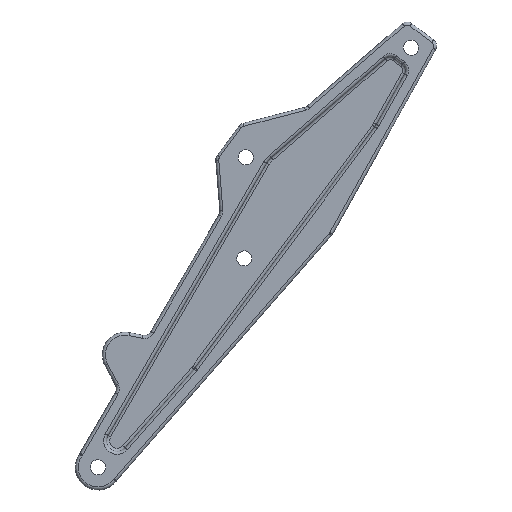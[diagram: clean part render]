
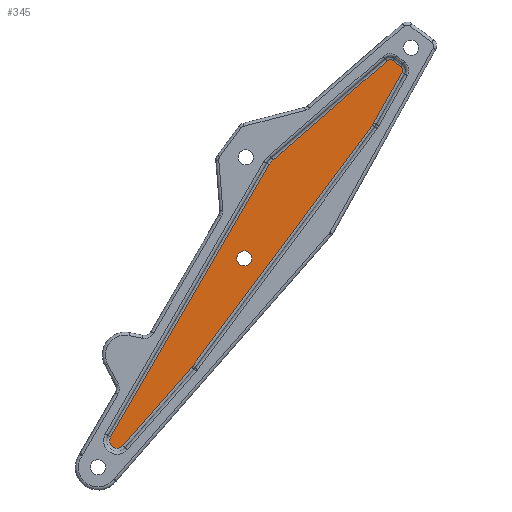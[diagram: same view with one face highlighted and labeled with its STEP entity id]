
A CAD part, front view. The second image highlights one B-rep face of the part: STEP entity #345.
In plain terms, the highlighted planar face has unit normal (0, -1, 0).
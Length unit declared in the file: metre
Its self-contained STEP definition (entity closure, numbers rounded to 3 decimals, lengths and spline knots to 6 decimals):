
#345 = ADVANCED_FACE( '', ( #859, #860 ), #861, .F. );
#859 = FACE_BOUND( '', #1774, .T. );
#860 = FACE_OUTER_BOUND( '', #1775, .T. );
#861 = PLANE( '', #1776 );
#1774 = EDGE_LOOP( '', ( #4171 ) );
#1775 = EDGE_LOOP( '', ( #4172, #4173, #4174, #4175, #4176, #4177, #4178, #4179, #4180, #4181, #4182, #4183 ) );
#1776 = AXIS2_PLACEMENT_3D( '', #4184, #4185, #4186 );
#4171 = ORIENTED_EDGE( '', *, *, #5872, .F. );
#4172 = ORIENTED_EDGE( '', *, *, #5746, .T. );
#4173 = ORIENTED_EDGE( '', *, *, #5897, .T. );
#4174 = ORIENTED_EDGE( '', *, *, #5898, .T. );
#4175 = ORIENTED_EDGE( '', *, *, #5729, .T. );
#4176 = ORIENTED_EDGE( '', *, *, #5899, .T. );
#4177 = ORIENTED_EDGE( '', *, *, #5739, .T. );
#4178 = ORIENTED_EDGE( '', *, *, #5900, .T. );
#4179 = ORIENTED_EDGE( '', *, *, #5865, .T. );
#4180 = ORIENTED_EDGE( '', *, *, #5901, .T. );
#4181 = ORIENTED_EDGE( '', *, *, #5776, .T. );
#4182 = ORIENTED_EDGE( '', *, *, #5902, .T. );
#4183 = ORIENTED_EDGE( '', *, *, #5845, .T. );
#4184 = CARTESIAN_POINT( '', ( 0.773019, -0.1683, 0.233508 ) );
#4185 = DIRECTION( '', ( 0., 1., 0. ) );
#4186 = DIRECTION( '', ( -0.598, 0., -0.802 ) );
#5729 = EDGE_CURVE( '', #6508, #6506, #6509, .F. );
#5739 = EDGE_CURVE( '', #6525, #6523, #6526, .F. );
#5746 = EDGE_CURVE( '', #6531, #6536, #6538, .T. );
#5776 = EDGE_CURVE( '', #6584, #6589, #6591, .F. );
#5845 = EDGE_CURVE( '', #6699, #6531, #6703, .F. );
#5865 = EDGE_CURVE( '', #6729, #6733, #6735, .F. );
#5872 = EDGE_CURVE( '', #6745, #6745, #6746, .T. );
#5897 = EDGE_CURVE( '', #6536, #6788, #6789, .F. );
#5898 = EDGE_CURVE( '', #6788, #6508, #6790, .T. );
#5899 = EDGE_CURVE( '', #6506, #6525, #6791, .T. );
#5900 = EDGE_CURVE( '', #6523, #6729, #6792, .F. );
#5901 = EDGE_CURVE( '', #6733, #6584, #6793, .T. );
#5902 = EDGE_CURVE( '', #6589, #6699, #6794, .F. );
#6506 = VERTEX_POINT( '', #7581 );
#6508 = VERTEX_POINT( '', #7583 );
#6509 = CIRCLE( '', #7584, 0.10296 );
#6523 = VERTEX_POINT( '', #7598 );
#6525 = VERTEX_POINT( '', #7600 );
#6526 = CIRCLE( '', #7601, 0.02376 );
#6531 = VERTEX_POINT( '', #7606 );
#6536 = VERTEX_POINT( '', #7612 );
#6538 = LINE( '', #7614, #7615 );
#6584 = VERTEX_POINT( '', #7665 );
#6589 = VERTEX_POINT( '', #7670 );
#6591 = CIRCLE( '', #7672, 0.10296 );
#6699 = VERTEX_POINT( '', #7804 );
#6703 = CIRCLE( '', #7808, 0.0396 );
#6729 = VERTEX_POINT( '', #7839 );
#6733 = VERTEX_POINT( '', #7843 );
#6735 = CIRCLE( '', #7845, 0.02376 );
#6745 = VERTEX_POINT( '', #7855 );
#6746 = CIRCLE( '', #7856, 0.0396 );
#6788 = VERTEX_POINT( '', #7924 );
#6789 = CIRCLE( '', #7925, 0.10296 );
#6790 = LINE( '', #7926, #7927 );
#6791 = LINE( '', #7928, #7929 );
#6792 = LINE( '', #7930, #7931 );
#6793 = LINE( '', #7932, #7933 );
#6794 = LINE( '', #7934, #7935 );
#7581 = CARTESIAN_POINT( '', ( 2.112381, -0.1683, 1.892436 ) );
#7583 = CARTESIAN_POINT( '', ( 2.105079, -0.1683, 1.881183 ) );
#7584 = AXIS2_PLACEMENT_3D( '', #9010, #9011, #9012 );
#7598 = CARTESIAN_POINT( '', ( 2.25349, -0.1683, 2.186765 ) );
#7600 = CARTESIAN_POINT( '', ( 2.260017, -0.1683, 2.156111 ) );
#7601 = AXIS2_PLACEMENT_3D( '', #9034, #9035, #9036 );
#7606 = CARTESIAN_POINT( '', ( 0.802798, -0.1683, 0.207406 ) );
#7612 = CARTESIAN_POINT( '', ( 1.162085, -0.1683, 0.617294 ) );
#7614 = CARTESIAN_POINT( '', ( 0.802798, -0.1683, 0.207406 ) );
#7615 = VECTOR( '', #9050, 1. );
#7665 = CARTESIAN_POINT( '', ( 1.587442, -0.1683, 1.700333 ) );
#7670 = CARTESIAN_POINT( '', ( 1.565934, -0.1683, 1.674361 ) );
#7672 = AXIS2_PLACEMENT_3D( '', #9112, #9113, #9114 );
#7804 = CARTESIAN_POINT( '', ( 0.738795, -0.1683, 0.253431 ) );
#7808 = AXIS2_PLACEMENT_3D( '', #9223, #9224, #9225 );
#7839 = CARTESIAN_POINT( '', ( 2.212141, -0.1683, 2.217603 ) );
#7843 = CARTESIAN_POINT( '', ( 2.182365, -0.1683, 2.216503 ) );
#7845 = AXIS2_PLACEMENT_3D( '', #9258, #9259, #9260 );
#7855 = CARTESIAN_POINT( '', ( 1.460589, -0.1683, 1.217058 ) );
#7856 = AXIS2_PLACEMENT_3D( '', #9273, #9274, #9275 );
#7924 = CARTESIAN_POINT( '', ( 1.167194, -0.1683, 0.623608 ) );
#7925 = AXIS2_PLACEMENT_3D( '', #9316, #9317, #9318 );
#7926 = CARTESIAN_POINT( '', ( 0.839362, -0.1683, 0.184031 ) );
#7927 = VECTOR( '', #9319, 1. );
#7928 = CARTESIAN_POINT( '', ( 1.085541, -0.1683, 0.058522 ) );
#7929 = VECTOR( '', #9320, 1. );
#7930 = CARTESIAN_POINT( '', ( 2.238226, -0.1683, 2.198149 ) );
#7931 = VECTOR( '', #9321, 1. );
#7932 = CARTESIAN_POINT( '', ( 0.396714, -0.1683, 0.667227 ) );
#7933 = VECTOR( '', #9322, 1. );
#7934 = CARTESIAN_POINT( '', ( 0.738795, -0.1683, 0.253431 ) );
#7935 = VECTOR( '', #9323, 1. );
#9010 = CARTESIAN_POINT( '', ( 2.022545, -0.1683, 1.942737 ) );
#9011 = DIRECTION( '', ( 0., 1., 0. ) );
#9012 = DIRECTION( '', ( -0.598, 0., -0.802 ) );
#9034 = CARTESIAN_POINT( '', ( 2.239286, -0.1683, 2.167719 ) );
#9035 = DIRECTION( '', ( 0., 1., 0. ) );
#9036 = DIRECTION( '', ( -0.598, 0., -0.802 ) );
#9050 = DIRECTION( '', ( 0.659, 0., 0.752 ) );
#9112 = CARTESIAN_POINT( '', ( 1.654916, -0.1683, 1.622564 ) );
#9113 = DIRECTION( '', ( 0., 1., 0. ) );
#9114 = DIRECTION( '', ( -0.598, 0., -0.802 ) );
#9223 = CARTESIAN_POINT( '', ( 0.773019, -0.1683, 0.233508 ) );
#9224 = DIRECTION( '', ( 0., 1., 0. ) );
#9225 = DIRECTION( '', ( -0.598, 0., -0.802 ) );
#9258 = CARTESIAN_POINT( '', ( 2.197936, -0.1683, 2.198557 ) );
#9259 = DIRECTION( '', ( 0., 1., 0. ) );
#9260 = DIRECTION( '', ( -0.598, 0., -0.802 ) );
#9273 = CARTESIAN_POINT( '', ( 1.436914, -0.1683, 1.185314 ) );
#9274 = DIRECTION( '', ( 0., -1., 0. ) );
#9275 = DIRECTION( '', ( 0.598, 0., 0.802 ) );
#9316 = CARTESIAN_POINT( '', ( 1.084659, -0.1683, 0.685162 ) );
#9317 = DIRECTION( '', ( 0., 1., 0. ) );
#9318 = DIRECTION( '', ( -0.598, 0., -0.802 ) );
#9319 = DIRECTION( '', ( 0.598, 0., 0.802 ) );
#9320 = DIRECTION( '', ( 0.489, 0., 0.873 ) );
#9321 = DIRECTION( '', ( 0.802, 0., -0.598 ) );
#9322 = DIRECTION( '', ( -0.755, 0., -0.655 ) );
#9323 = DIRECTION( '', ( 0.503, 0., 0.864 ) );
